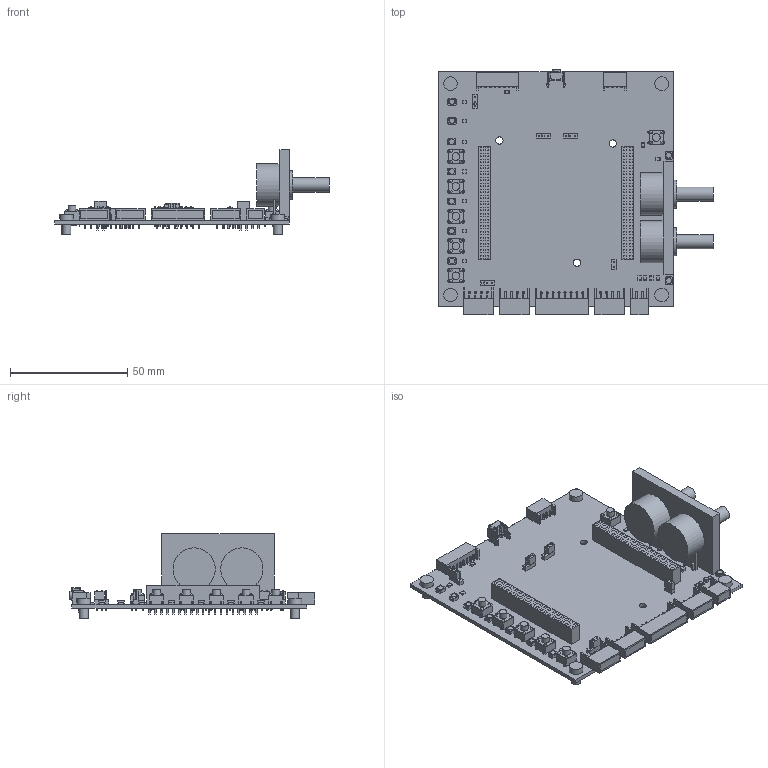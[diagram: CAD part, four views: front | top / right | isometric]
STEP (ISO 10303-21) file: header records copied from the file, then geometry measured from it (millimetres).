
FILE_DESCRIPTION(('Open CASCADE Model'),'2;1');
FILE_NAME('Open CASCADE Shape Model','2020-05-05T23:42:32',('Author'),( 'Open CASCADE'),'Open CASCADE STEP processor 6.8','Open CASCADE 6.8' ,'Unknown');
FILE_SCHEMA(('AUTOMOTIVE_DESIGN { 1 0 10303 214 1 1 1 1 }'));
Length unit declared in the file: millimetre
Products named in the file (178): PCB; Board; Open CASCADE STEP translator 6.8 2.1.1; JP5; 6486327680; Extruded; 6225887776; 6225887696; R20; 6225899456; 6225888736; P3; 6225890576; 6225892176; 6225902416; 6225896816; R10; 6225901056; 6225890016; R9; LED9; 6225900176; Cylinder; 6225898176; 6225900096; 6225898256; JP4; 6225901296; 6225896096; JP3; JP2; JP1; 6225893616; PP1; 6225896416; 6225890176; 6225898576; 6228643568; 6228650128; 6228642208 ...
Assembly tree (585 placements, depth 4):
  PCB
    Board
      Open CASCADE STEP translator 6.8 2.1.1
    JP5
      6486327680
        Extruded
      6225887776  x3
        Extruded
      6225887696
        Extruded
    R20
      6225899456  x2
        Extruded
      6225888736
        Extruded
    P3
      6225890576  x8
        Extruded
      6225892176
        Extruded
      6225902416  x2
        Extruded
      6225896816
        Extruded
    R10
      6225901056
        Extruded
      6225890016  x2
        Extruded
    R9
      6225888736
        Extruded
      6225899456  x2
        Extruded
    LED9
      6225900176
        Cylinder
      6225898176
        Extruded
      6225900096  x2
        Extruded
      6225898256
        Extruded
    JP4
      6225887776  x3
        Extruded
      6225901296
        Extruded
      6225896096
        Extruded
    JP3
      6225887776  x3
        Extruded
      6225887696
        Extruded
      6486327680
        Extruded
    JP2
      6225887776  x3
        Extruded
Bounding box: 116.99 x 104.74 x 36 mm (x, y, z)
Volume: 41124.9 mm3; surface area: 46836.1 mm2
Topology: 468 solids, 468 shells, 3080 faces, 6528 edges, 4348 vertices
Faces by surface type: plane 2775, cylinder 263, sphere 28, bspline 8, torus 5, cone 1
Full cylindrical faces by diameter (mm): 0.8 x30, 0.85 x4, 0.9 x46, 1 x10, 1.1 x76, 2.1 x2, 2.4 x9, 3.1 x7, 3.302 x6, 3.55 x1, 3.8 x4, 5.8 x4, 6 x2, 12 x2, 18 x2
Entity records: 32103 total; most frequent: DIRECTION 5030, CARTESIAN_POINT 4655, ORIENTED_EDGE 3706, AXIS2_PLACEMENT_3D 1865, EDGE_CURVE 1853, LINE 1300, VECTOR 1300, VERTEX_POINT 1236
